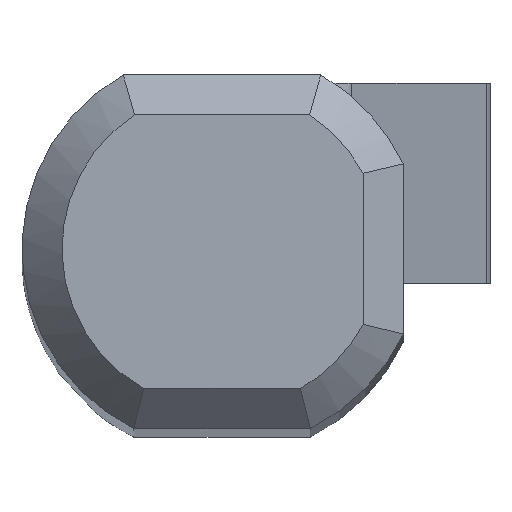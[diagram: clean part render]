
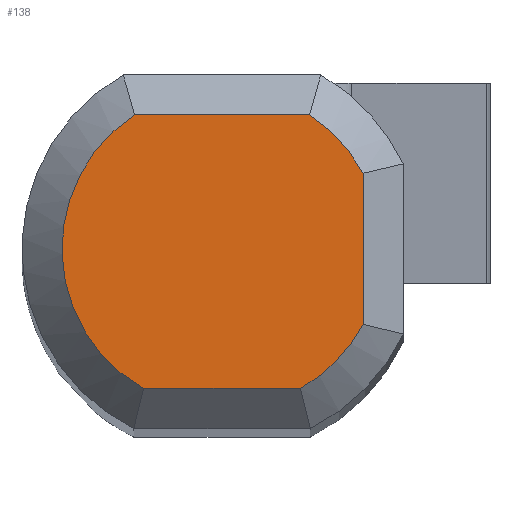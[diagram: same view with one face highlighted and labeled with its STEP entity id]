
A CAD part, top view. The second image highlights one B-rep face of the part: STEP entity #138.
In plain terms, the highlighted planar face has unit normal (0, 0, 1).
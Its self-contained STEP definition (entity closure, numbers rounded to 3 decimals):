
#120=PLANE('',#508);
#138=ADVANCED_FACE('',(#169),#120,.T.);
#169=FACE_OUTER_BOUND('',#193,.T.);
#193=EDGE_LOOP('',(#318,#319,#320,#321,#322,#323));
#223=LINE('',#706,#252);
#224=LINE('',#710,#253);
#225=LINE('',#714,#254);
#252=VECTOR('',#578,1.);
#253=VECTOR('',#581,1.);
#254=VECTOR('',#584,1.);
#274=CIRCLE('',#505,4.);
#275=CIRCLE('',#506,4.);
#276=CIRCLE('',#507,4.);
#318=ORIENTED_EDGE('',*,*,#450,.T.);
#319=ORIENTED_EDGE('',*,*,#451,.T.);
#320=ORIENTED_EDGE('',*,*,#452,.T.);
#321=ORIENTED_EDGE('',*,*,#453,.T.);
#322=ORIENTED_EDGE('',*,*,#454,.T.);
#323=ORIENTED_EDGE('',*,*,#455,.T.);
#409=VERTEX_POINT('',#704);
#410=VERTEX_POINT('',#705);
#411=VERTEX_POINT('',#707);
#412=VERTEX_POINT('',#709);
#413=VERTEX_POINT('',#711);
#414=VERTEX_POINT('',#713);
#450=EDGE_CURVE('',#409,#410,#274,.T.);
#451=EDGE_CURVE('',#410,#411,#223,.T.);
#452=EDGE_CURVE('',#411,#412,#275,.T.);
#453=EDGE_CURVE('',#412,#413,#224,.T.);
#454=EDGE_CURVE('',#413,#414,#276,.T.);
#455=EDGE_CURVE('',#414,#409,#225,.T.);
#505=AXIS2_PLACEMENT_3D('',#703,#576,#577);
#506=AXIS2_PLACEMENT_3D('',#708,#579,#580);
#507=AXIS2_PLACEMENT_3D('',#712,#582,#583);
#508=AXIS2_PLACEMENT_3D('',#715,#585,#586);
#576=DIRECTION('',(0.,0.,1.));
#577=DIRECTION('',(0.,1.,0.));
#578=DIRECTION('',(1.,0.,0.));
#579=DIRECTION('',(0.,0.,1.));
#580=DIRECTION('',(0.,1.,0.));
#581=DIRECTION('',(0.,1.,0.));
#582=DIRECTION('',(0.,0.,1.));
#583=DIRECTION('',(0.,1.,0.));
#584=DIRECTION('',(-1.,0.,0.));
#585=DIRECTION('',(0.,0.,1.));
#586=DIRECTION('',(0.,1.,0.));
#703=CARTESIAN_POINT('',(0.,0.,0.));
#704=CARTESIAN_POINT('',(-2.188,3.348,0.));
#705=CARTESIAN_POINT('',(-1.96,-3.487,0.));
#706=CARTESIAN_POINT('',(2.206,-3.487,0.));
#707=CARTESIAN_POINT('',(1.96,-3.487,0.));
#708=CARTESIAN_POINT('',(0.,0.,0.));
#709=CARTESIAN_POINT('',(3.525,-1.89,0.));
#710=CARTESIAN_POINT('',(3.525,2.127,0.));
#711=CARTESIAN_POINT('',(3.525,1.89,0.));
#712=CARTESIAN_POINT('',(0.,0.,0.));
#713=CARTESIAN_POINT('',(2.188,3.348,0.));
#714=CARTESIAN_POINT('',(-2.468,3.348,0.));
#715=CARTESIAN_POINT('',(0.,0.,0.));
